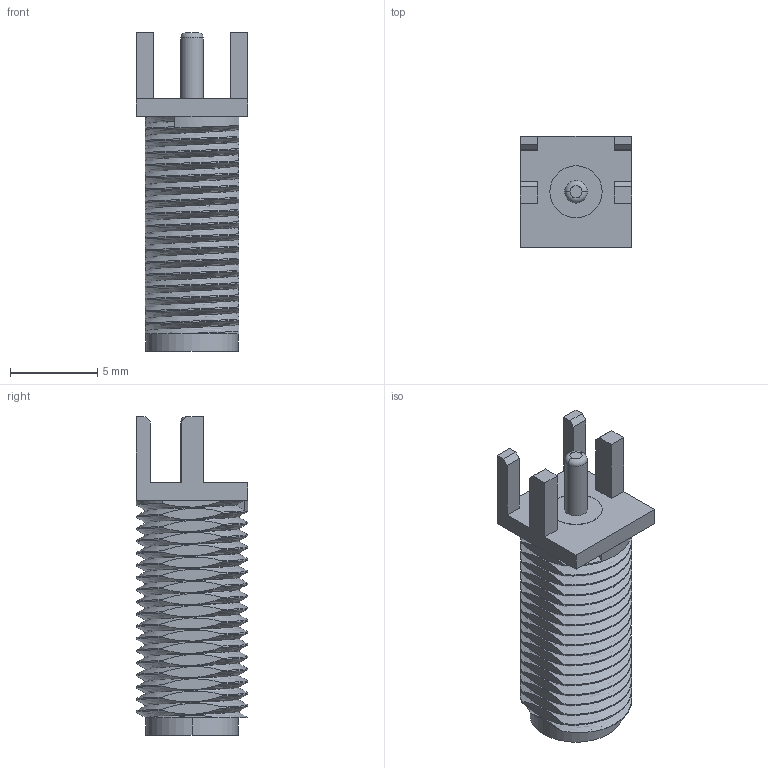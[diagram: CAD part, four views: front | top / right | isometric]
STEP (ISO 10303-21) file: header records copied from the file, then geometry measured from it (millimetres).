
FILE_DESCRIPTION (( 'STEP AP214' ), '1' );
FILE_NAME ('User Library-sma-3.STEP', '2019-02-14T18:50:45', ( '' ), ( '' ), 'SwSTEP 2.0', 'SolidWorks 2019', '' );
FILE_SCHEMA (( 'AUTOMOTIVE_DESIGN' ));
Length unit declared in the file: millimetre
Products named in the file (1): User Library-sma-3
Bounding box: 6.4 x 6.4 x 18.3 mm (x, y, z)
Volume: 368.7 mm3; surface area: 638.3 mm2
Topology: 1 solids, 1 shells, 123 faces, 340 edges, 224 vertices
Faces by surface type: plane 69, cylinder 47, bspline 3, cone 2, torus 2
Entity records: 6094 total; most frequent: CARTESIAN_POINT 3155, ORIENTED_EDGE 680, DIRECTION 462, EDGE_CURVE 340, VERTEX_POINT 224, VECTOR 156, LINE 156, AXIS2_PLACEMENT_3D 153
